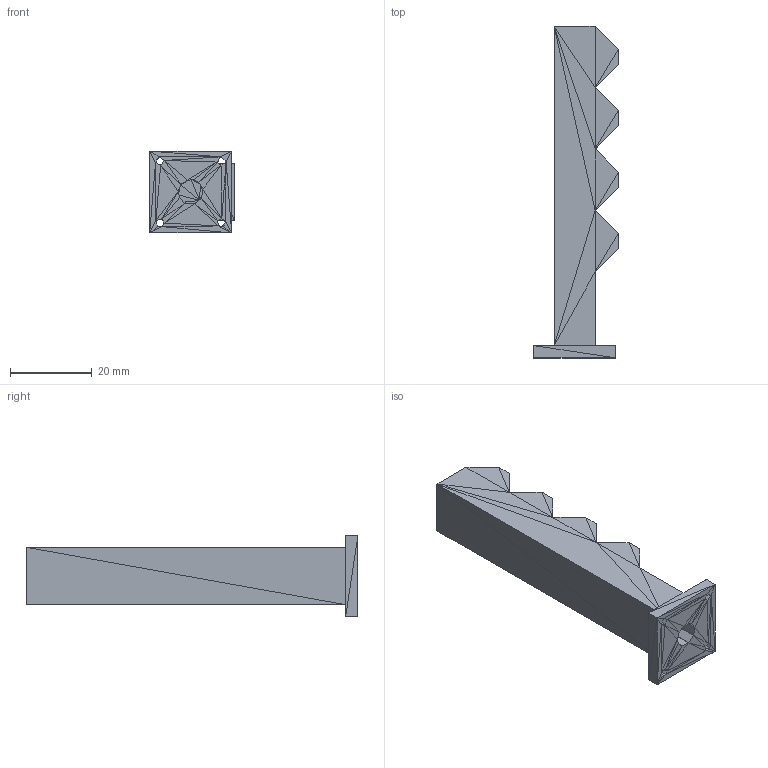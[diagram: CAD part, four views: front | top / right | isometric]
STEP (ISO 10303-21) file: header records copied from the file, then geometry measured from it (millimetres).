
FILE_DESCRIPTION(('FreeCAD Model'),'2;1');
FILE_NAME('Open CASCADE Shape Model','2025-07-13T02:03:35',('Author'),( ''),'Open CASCADE STEP processor 7.8','FreeCAD','Unknown');
FILE_SCHEMA(('AUTOMOTIVE_DESIGN { 1 0 10303 214 1 1 1 1 }'));
Length unit declared in the file: millimetre
Products named in the file (1): finger001 (Solid)
Bounding box: 20.66 x 81 x 20 mm (x, y, z)
Volume: 12933.7 mm3; surface area: 6984.3 mm2
Topology: 1 solids, 1 shells, 200 faces, 300 edges, 94 vertices
Faces by surface type: plane 200
Entity records: 3918 total; most frequent: DIRECTION 702, ORIENTED_EDGE 600, CARTESIAN_POINT 595, EDGE_CURVE 300, LINE 300, VECTOR 300, AXIS2_PLACEMENT_3D 201, ADVANCED_FACE 200
